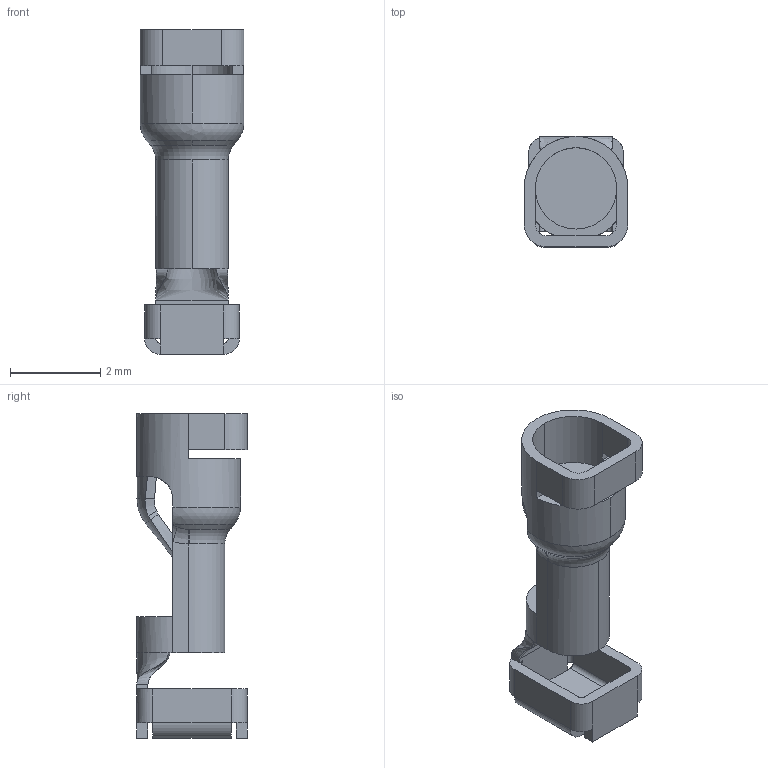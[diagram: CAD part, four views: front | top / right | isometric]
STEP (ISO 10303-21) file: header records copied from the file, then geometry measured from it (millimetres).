
FILE_DESCRIPTION(('STEP AP242'),'1');
FILE_NAME('2834010-3.stp','2024-12-31T00:23:04',('TraceParts'),('TraceParts S.A.'),'Spatial InterOp 3D',' ',' ');
FILE_SCHEMA(('AP242_MANAGED_MODEL_BASED_3D_ENGINEERING_MIM_LF {1 0 10303 442 1 1 4}'));
Length unit declared in the file: millimetre
Products named in the file (1): 2834010-3
Bounding box: 2.3 x 2.45 x 7.2 mm (x, y, z)
Volume: 14.1 mm3; surface area: 82.3 mm2
Topology: 1 solids, 1 shells, 106 faces, 272 edges, 162 vertices
Faces by surface type: plane 50, cylinder 27, bspline 25, torus 2, cone 2
Entity records: 4257 total; most frequent: CARTESIAN_POINT 1804, ORIENTED_EDGE 544, DIRECTION 460, EDGE_CURVE 272, VERTEX_POINT 162, AXIS2_PLACEMENT_3D 159, LINE 142, VECTOR 142
